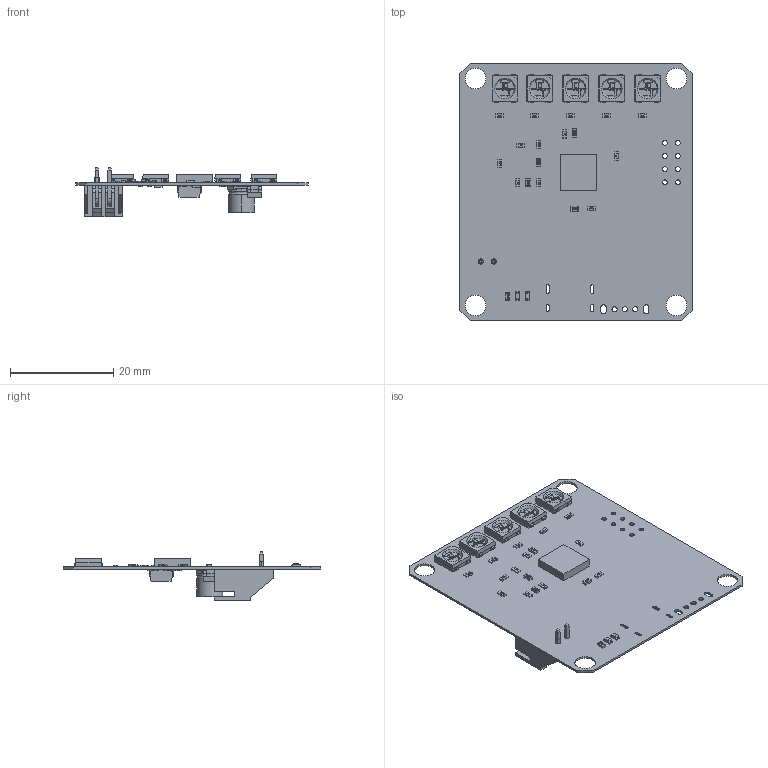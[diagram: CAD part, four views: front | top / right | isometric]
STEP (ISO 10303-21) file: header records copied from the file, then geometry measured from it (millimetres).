
FILE_DESCRIPTION(('Open CASCADE Model'),'2;1');
FILE_NAME('Open CASCADE Shape Model','2023-03-10T01:13:01',('Author'),( 'Open CASCADE'),'Open CASCADE STEP processor 6.8','Open CASCADE 6.8' ,'Unknown');
FILE_SCHEMA(('AUTOMOTIVE_DESIGN { 1 0 10303 214 1 1 1 1 }'));
Length unit declared in the file: millimetre
Products named in the file (60): PCB; Board; Open CASCADE STEP translator 6.8 1.1.1; C15; 0603_SMD_Capacitor; C14; XH1; JST-S2B-XH-A; U1; 6834769296; Extruded; R7; RES0603; R6; R5; R4; R3; R2; R1; LED5; User_Library-ws2812B-1_RGB8421504; LED4; LED3; LED2; LED1; EC1; ALU-C_5.0x5.3x5.4; User_Library-ALU-C_Fuss_1; User_Library-ALU-C_Pins_1; User_Library-ALU-C_Korper_1; User_Library-ALU-C_Beschriftnug_1; D4; DO-214AC; D5; 18; Designator175; LED_0603-B; LED_0603產薛欶_RGB16711680; D2; D1 ...
Assembly tree (91 placements, depth 6):
  PCB
    Board
      Open CASCADE STEP translator 6.8 1.1.1
    C15
      0603_SMD_Capacitor
    C14
      0603_SMD_Capacitor
    XH1
      JST-S2B-XH-A
    U1
      6834769296
        Extruded
    R7
      RES0603
    R6
      RES0603
    R5
      RES0603
    R4
      RES0603
    R3
      RES0603
    R2
      RES0603
    R1
      RES0603
    LED5
      User_Library-ws2812B-1_RGB8421504
    LED4
      User_Library-ws2812B-1_RGB8421504
    LED3
      User_Library-ws2812B-1_RGB8421504
    LED2
      User_Library-ws2812B-1_RGB8421504
    LED1
      User_Library-ws2812B-1_RGB8421504
    EC1
      ALU-C_5.0x5.3x5.4
        User_Library-ALU-C_Fuss_1
        User_Library-ALU-C_Pins_1
        User_Library-ALU-C_Korper_1
        User_Library-ALU-C_Beschriftnug_1
    D4
      DO-214AC
    D5
      18
        Designator175
          LED_0603-B
            LED_0603-B
          LED_0603產薛欶_RGB16711680
    D2
      18
        Designator175
          LED_0603-B
            LED_0603-B
          LED_0603產薛欶_RGB16711680
    D1
      DO-214AC
    D3
      DO-214AC
Bounding box: 45 x 50 x 9.5 mm (x, y, z)
Volume: 1486.6 mm3; surface area: 6346.1 mm2
Topology: 108 solids, 108 shells, 4686 faces, 11727 edges, 7307 vertices
Faces by surface type: plane 2449, bspline 1414, cylinder 653, sphere 160, cone 10
Full cylindrical faces by diameter (mm): 0.9 x8, 1 x5, 4 x4
Entity records: 50224 total; most frequent: CARTESIAN_POINT 18608, ORIENTED_EDGE 5588, DIRECTION 4575, EDGE_CURVE 2794, LINE 2043, VECTOR 2043, VERTEX_POINT 1809, AXIS2_PLACEMENT_3D 1266
